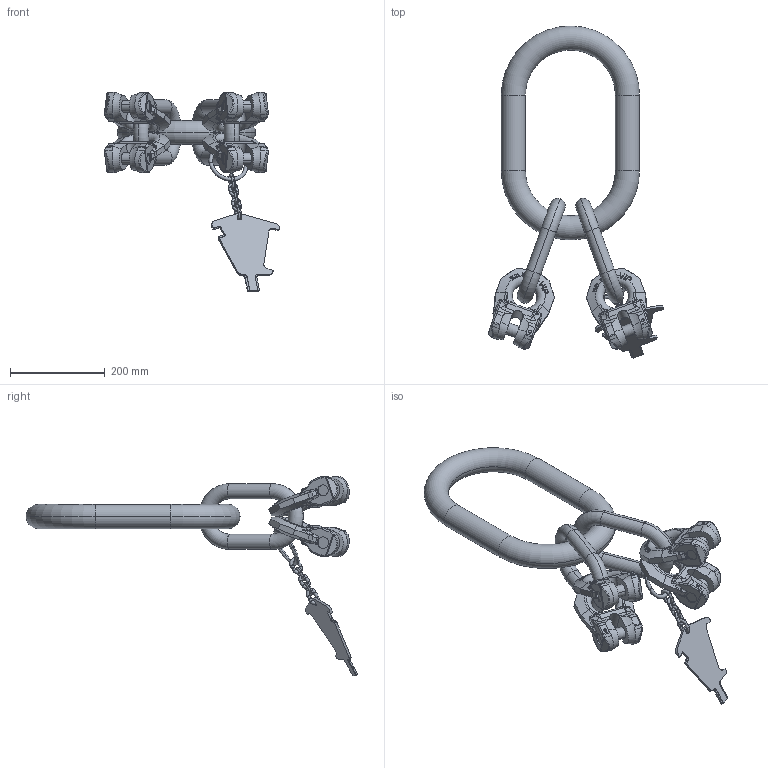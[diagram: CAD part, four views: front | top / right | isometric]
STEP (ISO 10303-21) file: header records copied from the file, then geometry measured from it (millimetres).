
FILE_DESCRIPTION((''),'2;1');
FILE_NAME('001-M31198-P-6_ASM','2014-10-14T',('Andreas.Wendler'),(''),'PRO/ENGINEER BY PARAMETRIC TECHNOLOGY CORPORATION, 2010140','PRO/ENGINEER BY PARAMETRIC TECHNOLOGY CORPORATION, 2010140','');
FILE_SCHEMA(('CONFIG_CONTROL_DESIGN'));
Length unit declared in the file: millimetre
Products named in the file (21): 001-M31198-P-6; 001-M34472-P-6; 001-M31128-V04_AF0; 001-M31560-P-1_AF1; 001-M31129-P-2_AF0; 001-M31182-001_AF2; 001-M31182-001_AF1; 001-M31182-001_AF0; 001-M31182-003_AF0_ASM; 001-M31129-P-2_AF1; 001-M31560-P-1_AF0_ASM; 001-M31104-P-1; 001-M31315-P-6_AF0_ASM; 001-M31128-V04; 001-M31560-P-1; 001-M31129-P-2; 001-M31182-001; 001-M31182-003_ASM; 001-M31560-P-1_ASM; 001-M31315-P-6_ASM; 001-M31198-P-6_ASM
Assembly tree (27 placements, depth 5):
  001-M31198-P-6_ASM
    001-M31198-P-6
    001-M31315-P-6_AF0_ASM
      001-M34472-P-6
      001-M31128-V04_AF0
      001-M31560-P-1_AF0_ASM
        001-M31560-P-1_AF1
        001-M31129-P-2_AF0
        001-M31182-003_AF0_ASM
          001-M31182-001_AF2
          001-M31182-001_AF1
          001-M31182-001_AF0
        001-M31129-P-2_AF1
      001-M31104-P-1  x2
    001-M31315-P-6_ASM
      001-M34472-P-6
      001-M31128-V04
      001-M31560-P-1_ASM
        001-M31560-P-1
        001-M31129-P-2  x2
        001-M31182-003_ASM
          001-M31182-001  x3
      001-M31104-P-1  x2
Bounding box: 370.43 x 700.87 x 421.76 mm (x, y, z)
Volume: 4848883.7 mm3; surface area: 526670.9 mm2
Topology: 14 solids, 14 shells, 2201 faces, 5911 edges, 3756 vertices
Faces by surface type: plane 1290, cylinder 371, bspline 272, torus 136, cone 100, sphere 32
Entity records: 23228 total; most frequent: CARTESIAN_POINT 8779, ORIENTED_EDGE 3300, DIRECTION 2471, EDGE_CURVE 1650, VERTEX_POINT 1047, AXIS2_PLACEMENT_3D 947, B_SPLINE_CURVE_WITH_KNOTS 747, EDGE_LOOP 631
